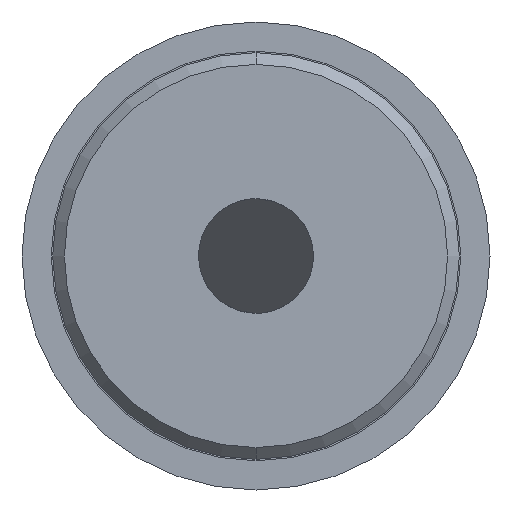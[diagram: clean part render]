
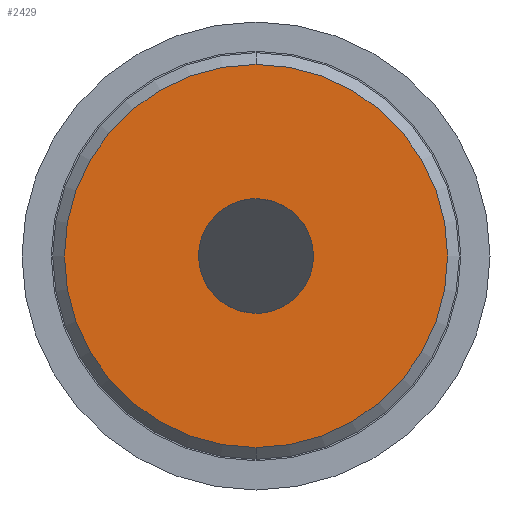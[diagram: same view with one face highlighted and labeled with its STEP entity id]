
A CAD part, front view. The second image highlights one B-rep face of the part: STEP entity #2429.
In plain terms, the highlighted planar face has unit normal (0, -1, 0).
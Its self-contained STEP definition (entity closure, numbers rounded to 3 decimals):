
#23 = DIRECTION ( 'NONE',  ( 0., 1., 0. ) ) ;
#203 = EDGE_LOOP ( 'NONE', ( #1120, #700 ) ) ;
#220 = FACE_OUTER_BOUND ( 'NONE', #831, .T. ) ;
#338 = CARTESIAN_POINT ( 'NONE',  ( 0., 0., 0. ) ) ;
#448 = AXIS2_PLACEMENT_3D ( 'NONE', #1772, #511, #1805 ) ;
#511 = DIRECTION ( 'NONE',  ( 0., -1., 0. ) ) ;
#603 = PLANE ( 'NONE',  #799 ) ;
#700 = ORIENTED_EDGE ( 'NONE', *, *, #1459, .T. ) ;
#752 = CARTESIAN_POINT ( 'NONE',  ( 0., 0., 0. ) ) ;
#788 = DIRECTION ( 'NONE',  ( 0., 0., -1. ) ) ;
#799 = AXIS2_PLACEMENT_3D ( 'NONE', #338, #2596, #1090 ) ;
#803 = DIRECTION ( 'NONE',  ( 0., 1., 0. ) ) ;
#830 = CARTESIAN_POINT ( 'NONE',  ( 0., 0., -0.98 ) ) ;
#831 = EDGE_LOOP ( 'NONE', ( #3028, #2964 ) ) ;
#1022 = EDGE_CURVE ( 'Defeature ausgef�hrt1_1+Defeature ausgef�hrt1_8+Defeature ausgef�hrt1_8+Defeature ausgef�hrt1_8', #2691, #2606, #3175, .T. ) ;
#1090 = DIRECTION ( 'NONE',  ( 0., 0., -1. ) ) ;
#1120 = ORIENTED_EDGE ( 'NONE', *, *, #2305, .T. ) ;
#1199 = CARTESIAN_POINT ( 'NONE',  ( 0., 0., 3.275 ) ) ;
#1209 = CIRCLE ( 'NONE', #3010, 0.98 ) ;
#1261 = CARTESIAN_POINT ( 'NONE',  ( 0., 0., -3.275 ) ) ;
#1370 = CIRCLE ( 'NONE', #2191, 0.98 ) ;
#1375 = VERTEX_POINT ( 'NONE', #830 ) ;
#1459 = EDGE_CURVE ( 'Defeature ausgef�hrt1_1+Defeature ausgef�hrt1_14+Defeature ausgef�hrt1_14+Defeature ausgef�hrt1_14', #1375, #2686, #1209, .T. ) ;
#1569 = DIRECTION ( 'NONE',  ( 0., 0., -1. ) ) ;
#1651 = CIRCLE ( 'NONE', #448, 3.275 ) ;
#1748 = CARTESIAN_POINT ( 'NONE',  ( 0., 0., 0.98 ) ) ;
#1772 = CARTESIAN_POINT ( 'NONE',  ( 0., 0., 0. ) ) ;
#1805 = DIRECTION ( 'NONE',  ( 0., 0., -1. ) ) ;
#1858 = EDGE_CURVE ( 'Defeature ausgef�hrt1_1+Defeature ausgef�hrt1_8+Defeature ausgef�hrt1_8+Defeature ausgef�hrt1_8', #2606, #2691, #1651, .T. ) ;
#1909 = CARTESIAN_POINT ( 'NONE',  ( 0., 0., 0. ) ) ;
#1930 = DIRECTION ( 'NONE',  ( 0., 0., -1. ) ) ;
#2069 = CARTESIAN_POINT ( 'NONE',  ( 0., 0., 0. ) ) ;
#2191 = AXIS2_PLACEMENT_3D ( 'NONE', #2069, #23, #1569 ) ;
#2241 = AXIS2_PLACEMENT_3D ( 'NONE', #1909, #2901, #1930 ) ;
#2305 = EDGE_CURVE ( 'Defeature ausgef�hrt1_1+Defeature ausgef�hrt1_14+Defeature ausgef�hrt1_14+Defeature ausgef�hrt1_14', #2686, #1375, #1370, .T. ) ;
#2429 = ADVANCED_FACE ( 'Defeature ausgef�hrt1_1', ( #3045, #220 ), #603, .T. ) ;
#2596 = DIRECTION ( 'NONE',  ( 0., -1., 0. ) ) ;
#2606 = VERTEX_POINT ( 'NONE', #1199 ) ;
#2686 = VERTEX_POINT ( 'NONE', #1748 ) ;
#2691 = VERTEX_POINT ( 'NONE', #1261 ) ;
#2901 = DIRECTION ( 'NONE',  ( 0., -1., 0. ) ) ;
#2964 = ORIENTED_EDGE ( 'NONE', *, *, #1022, .T. ) ;
#3010 = AXIS2_PLACEMENT_3D ( 'NONE', #752, #803, #788 ) ;
#3028 = ORIENTED_EDGE ( 'NONE', *, *, #1858, .T. ) ;
#3045 = FACE_BOUND ( 'NONE', #203, .T. ) ;
#3175 = CIRCLE ( 'NONE', #2241, 3.275 ) ;
